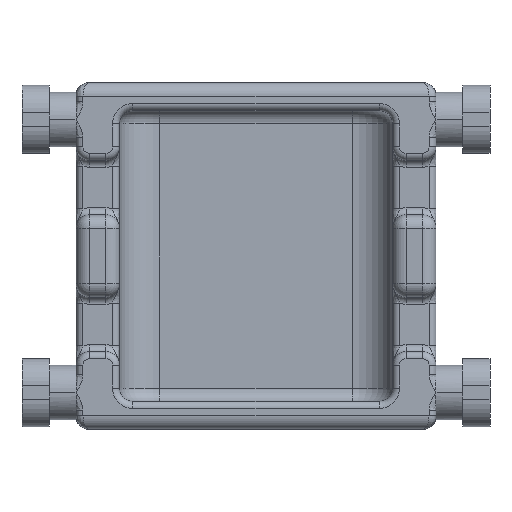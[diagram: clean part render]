
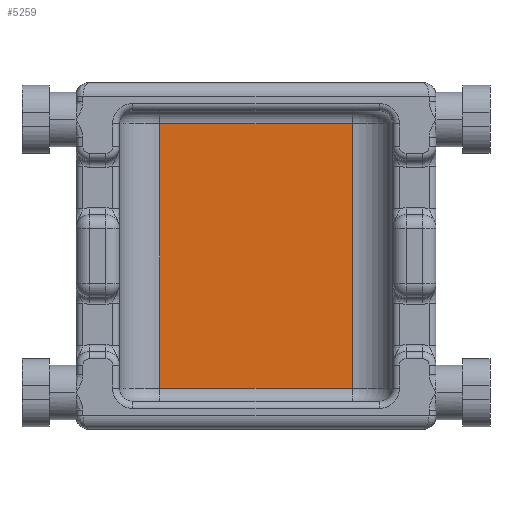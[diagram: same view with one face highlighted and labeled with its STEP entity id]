
A CAD part, front view. The second image highlights one B-rep face of the part: STEP entity #5259.
In plain terms, the highlighted planar face has unit normal (0, -1, 0).
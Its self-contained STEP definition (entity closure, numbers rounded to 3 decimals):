
#384 = DIRECTION ( 'NONE',  ( 1., 0., 0. ) ) ;
#405 = LINE ( 'NONE', #3942, #7236 ) ;
#465 = VERTEX_POINT ( 'NONE', #5707 ) ;
#468 = ORIENTED_EDGE ( 'NONE', *, *, #3728, .T. ) ;
#824 = ORIENTED_EDGE ( 'NONE', *, *, #3577, .T. ) ;
#1069 = CARTESIAN_POINT ( 'NONE',  ( 1.57, -0.25, -0.77 ) ) ;
#1191 = VECTOR ( 'NONE', #2534, 1000. ) ;
#1620 = CARTESIAN_POINT ( 'NONE',  ( 0., -0.25, 0. ) ) ;
#1643 = CARTESIAN_POINT ( 'NONE',  ( 1.57, -0.25, -0.77 ) ) ;
#1772 = CARTESIAN_POINT ( 'NONE',  ( 1.57, -0.25, -5.71 ) ) ;
#2109 = VECTOR ( 'NONE', #6009, 1000. ) ;
#2165 = VERTEX_POINT ( 'NONE', #1069 ) ;
#2227 = EDGE_LOOP ( 'NONE', ( #468, #5587, #824, #3786 ) ) ;
#2534 = DIRECTION ( 'NONE',  ( 0., 0., -1. ) ) ;
#2759 = VECTOR ( 'NONE', #384, 1000. ) ;
#3280 = LINE ( 'NONE', #5010, #1191 ) ;
#3525 = DIRECTION ( 'NONE',  ( 0., 0., 1. ) ) ;
#3530 = FACE_OUTER_BOUND ( 'NONE', #2227, .T. ) ;
#3577 = EDGE_CURVE ( 'NONE', #2165, #4723, #3280, .T. ) ;
#3728 = EDGE_CURVE ( 'NONE', #4551, #465, #405, .T. ) ;
#3786 = ORIENTED_EDGE ( 'NONE', *, *, #5786, .T. ) ;
#3942 = CARTESIAN_POINT ( 'NONE',  ( 5.16, -0.25, -0.52 ) ) ;
#4410 = LINE ( 'NONE', #7837, #2759 ) ;
#4505 = AXIS2_PLACEMENT_3D ( 'NONE', #1620, #7233, #3525 ) ;
#4551 = VERTEX_POINT ( 'NONE', #7191 ) ;
#4723 = VERTEX_POINT ( 'NONE', #1772 ) ;
#5010 = CARTESIAN_POINT ( 'NONE',  ( 1.57, -0.25, -5.96 ) ) ;
#5259 = ADVANCED_FACE ( 'NONE', ( #3530 ), #5351, .F. ) ;
#5351 = PLANE ( 'NONE',  #4505 ) ;
#5443 = LINE ( 'NONE', #1643, #2109 ) ;
#5587 = ORIENTED_EDGE ( 'NONE', *, *, #7716, .T. ) ;
#5707 = CARTESIAN_POINT ( 'NONE',  ( 5.16, -0.25, -0.77 ) ) ;
#5786 = EDGE_CURVE ( 'NONE', #4723, #4551, #4410, .T. ) ;
#6009 = DIRECTION ( 'NONE',  ( -1., 0., 0. ) ) ;
#7013 = DIRECTION ( 'NONE',  ( 0., 0., 1. ) ) ;
#7191 = CARTESIAN_POINT ( 'NONE',  ( 5.16, -0.25, -5.71 ) ) ;
#7233 = DIRECTION ( 'NONE',  ( 0., 1., 0. ) ) ;
#7236 = VECTOR ( 'NONE', #7013, 1000. ) ;
#7716 = EDGE_CURVE ( 'NONE', #465, #2165, #5443, .T. ) ;
#7837 = CARTESIAN_POINT ( 'NONE',  ( 5.16, -0.25, -5.71 ) ) ;
